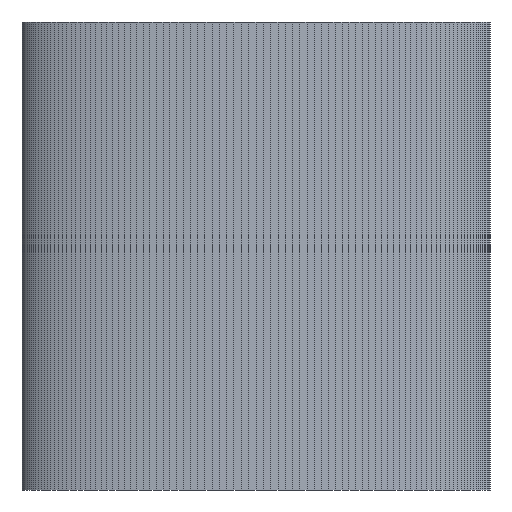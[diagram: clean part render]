
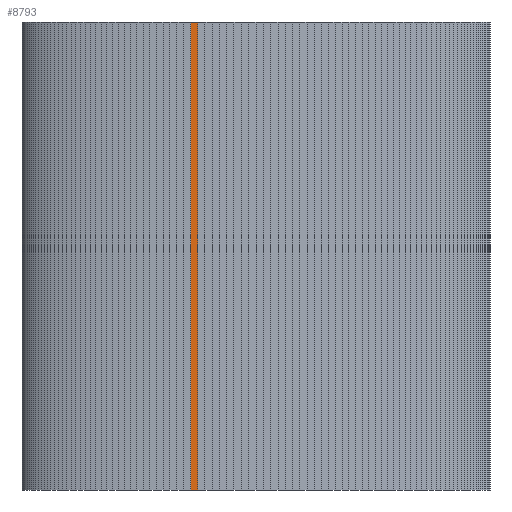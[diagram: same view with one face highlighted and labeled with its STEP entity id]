
A CAD part, front view. The second image highlights one B-rep face of the part: STEP entity #8793.
In plain terms, the highlighted planar face has unit normal (-0.036, 0.999, 0).
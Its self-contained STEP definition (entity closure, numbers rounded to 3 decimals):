
#8706 = PLANE('',#8707);
#8707 = AXIS2_PLACEMENT_3D('',#8708,#8709,#8710);
#8708 = CARTESIAN_POINT('',(0.345,-0.079,0.));
#8709 = DIRECTION('',(-0.029,1.,0.));
#8710 = DIRECTION('',(1.,0.029,0.));
#8737 = VERTEX_POINT('',#8738);
#8738 = CARTESIAN_POINT('',(0.361,-0.079,1.));
#8752 = EDGE_CURVE('',#8753,#8737,#8755,.T.);
#8753 = VERTEX_POINT('',#8754);
#8754 = CARTESIAN_POINT('',(0.361,-0.079,0.));
#8755 = SURFACE_CURVE('',#8756,(#8760,#8767),.PCURVE_S1.);
#8756 = LINE('',#8757,#8758);
#8757 = CARTESIAN_POINT('',(0.361,-0.079,0.));
#8758 = VECTOR('',#8759,1.);
#8759 = DIRECTION('',(0.,0.,1.));
#8760 = PCURVE('',#8706,#8761);
#8761 = DEFINITIONAL_REPRESENTATION('',(#8762),#8766);
#8762 = LINE('',#8763,#8764);
#8763 = CARTESIAN_POINT('',(0.015,0.));
#8764 = VECTOR('',#8765,1.);
#8765 = DIRECTION('',(0.,-1.));
#8766 = ( GEOMETRIC_REPRESENTATION_CONTEXT(2) 
PARAMETRIC_REPRESENTATION_CONTEXT() REPRESENTATION_CONTEXT('2D SPACE',''
  ) );
#8767 = PCURVE('',#8768,#8773);
#8768 = PLANE('',#8769);
#8769 = AXIS2_PLACEMENT_3D('',#8770,#8771,#8772);
#8770 = CARTESIAN_POINT('',(0.361,-0.079,0.));
#8771 = DIRECTION('',(-0.036,0.999,0.));
#8772 = DIRECTION('',(0.999,0.036,0.));
#8773 = DEFINITIONAL_REPRESENTATION('',(#8774),#8778);
#8774 = LINE('',#8775,#8776);
#8775 = CARTESIAN_POINT('',(0.,0.));
#8776 = VECTOR('',#8777,1.);
#8777 = DIRECTION('',(0.,-1.));
#8778 = ( GEOMETRIC_REPRESENTATION_CONTEXT(2) 
PARAMETRIC_REPRESENTATION_CONTEXT() REPRESENTATION_CONTEXT('2D SPACE',''
  ) );
#8793 = ADVANCED_FACE('',(#8794),#8768,.T.);
#8794 = FACE_BOUND('',#8795,.T.);
#8795 = EDGE_LOOP('',(#8796,#8797,#8813,#8841));
#8796 = ORIENTED_EDGE('',*,*,#8752,.T.);
#8797 = ORIENTED_EDGE('',*,*,#8798,.T.);
#8798 = EDGE_CURVE('',#8737,#8799,#8801,.T.);
#8799 = VERTEX_POINT('',#8800);
#8800 = CARTESIAN_POINT('',(0.376,-0.078,1.));
#8801 = SURFACE_CURVE('',#8802,(#8806),.PCURVE_S1.);
#8802 = LINE('',#8803,#8804);
#8803 = CARTESIAN_POINT('',(0.361,-0.079,1.));
#8804 = VECTOR('',#8805,1.);
#8805 = DIRECTION('',(0.999,0.036,0.));
#8806 = PCURVE('',#8768,#8807);
#8807 = DEFINITIONAL_REPRESENTATION('',(#8808),#8812);
#8808 = LINE('',#8809,#8810);
#8809 = CARTESIAN_POINT('',(0.,-1.));
#8810 = VECTOR('',#8811,1.);
#8811 = DIRECTION('',(1.,0.));
#8812 = ( GEOMETRIC_REPRESENTATION_CONTEXT(2) 
PARAMETRIC_REPRESENTATION_CONTEXT() REPRESENTATION_CONTEXT('2D SPACE',''
  ) );
#8813 = ORIENTED_EDGE('',*,*,#8814,.F.);
#8814 = EDGE_CURVE('',#8815,#8799,#8817,.T.);
#8815 = VERTEX_POINT('',#8816);
#8816 = CARTESIAN_POINT('',(0.376,-0.078,0.));
#8817 = SURFACE_CURVE('',#8818,(#8822,#8829),.PCURVE_S1.);
#8818 = LINE('',#8819,#8820);
#8819 = CARTESIAN_POINT('',(0.376,-0.078,0.));
#8820 = VECTOR('',#8821,1.);
#8821 = DIRECTION('',(0.,0.,1.));
#8822 = PCURVE('',#8768,#8823);
#8823 = DEFINITIONAL_REPRESENTATION('',(#8824),#8828);
#8824 = LINE('',#8825,#8826);
#8825 = CARTESIAN_POINT('',(0.015,0.));
#8826 = VECTOR('',#8827,1.);
#8827 = DIRECTION('',(0.,-1.));
#8828 = ( GEOMETRIC_REPRESENTATION_CONTEXT(2) 
PARAMETRIC_REPRESENTATION_CONTEXT() REPRESENTATION_CONTEXT('2D SPACE',''
  ) );
#8829 = PCURVE('',#8830,#8835);
#8830 = PLANE('',#8831);
#8831 = AXIS2_PLACEMENT_3D('',#8832,#8833,#8834);
#8832 = CARTESIAN_POINT('',(0.376,-0.078,0.));
#8833 = DIRECTION('',(-0.043,0.999,0.));
#8834 = DIRECTION('',(0.999,0.043,0.));
#8835 = DEFINITIONAL_REPRESENTATION('',(#8836),#8840);
#8836 = LINE('',#8837,#8838);
#8837 = CARTESIAN_POINT('',(0.,0.));
#8838 = VECTOR('',#8839,1.);
#8839 = DIRECTION('',(0.,-1.));
#8840 = ( GEOMETRIC_REPRESENTATION_CONTEXT(2) 
PARAMETRIC_REPRESENTATION_CONTEXT() REPRESENTATION_CONTEXT('2D SPACE',''
  ) );
#8841 = ORIENTED_EDGE('',*,*,#8842,.F.);
#8842 = EDGE_CURVE('',#8753,#8815,#8843,.T.);
#8843 = SURFACE_CURVE('',#8844,(#8848),.PCURVE_S1.);
#8844 = LINE('',#8845,#8846);
#8845 = CARTESIAN_POINT('',(0.361,-0.079,0.));
#8846 = VECTOR('',#8847,1.);
#8847 = DIRECTION('',(0.999,0.036,0.));
#8848 = PCURVE('',#8768,#8849);
#8849 = DEFINITIONAL_REPRESENTATION('',(#8850),#8854);
#8850 = LINE('',#8851,#8852);
#8851 = CARTESIAN_POINT('',(0.,0.));
#8852 = VECTOR('',#8853,1.);
#8853 = DIRECTION('',(1.,0.));
#8854 = ( GEOMETRIC_REPRESENTATION_CONTEXT(2) 
PARAMETRIC_REPRESENTATION_CONTEXT() REPRESENTATION_CONTEXT('2D SPACE',''
  ) );
